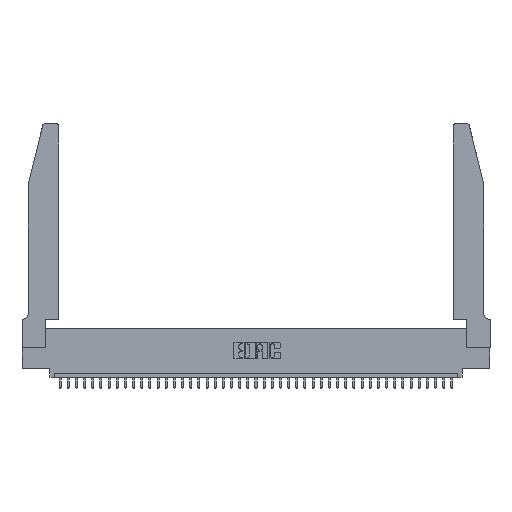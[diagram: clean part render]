
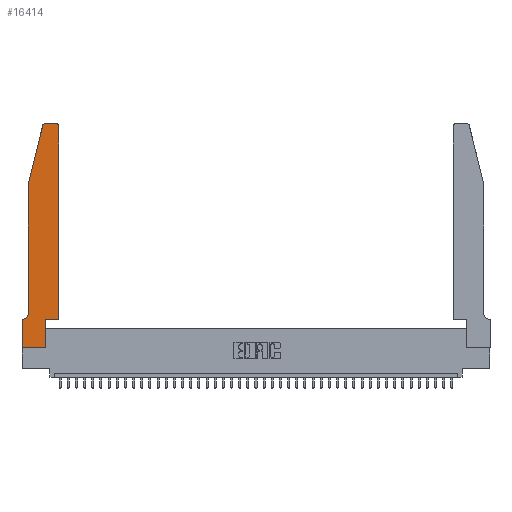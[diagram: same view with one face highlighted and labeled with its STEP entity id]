
A CAD part, top view. The second image highlights one B-rep face of the part: STEP entity #16414.
In plain terms, the highlighted planar face has unit normal (0, 0, 1).
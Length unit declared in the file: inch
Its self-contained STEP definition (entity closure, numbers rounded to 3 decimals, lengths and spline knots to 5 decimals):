
#274 = EDGE_CURVE ( 'NONE', #34316, #11156, #23570, .T. ) ;
#529 = LINE ( 'NONE', #22613, #21791 ) ;
#915 = FACE_OUTER_BOUND ( 'NONE', #4353, .T. ) ;
#969 = DIRECTION ( 'NONE',  ( -1., 0., 0. ) ) ;
#1218 = VERTEX_POINT ( 'NONE', #17337 ) ;
#3042 = LINE ( 'NONE', #13952, #27203 ) ;
#4353 = EDGE_LOOP ( 'NONE', ( #21375, #40241, #36129, #27037, #6846, #6240, #35719, #31215, #32728, #38722, #9919, #30786 ) ) ;
#4619 = CIRCLE ( 'NONE', #17776, 0.03 ) ;
#4748 = CARTESIAN_POINT ( 'NONE',  ( 0.2605, 2.75, 0.37 ) ) ;
#4832 = VERTEX_POINT ( 'NONE', #22911 ) ;
#5009 = VECTOR ( 'NONE', #36140, 39.37008 ) ;
#6078 = LINE ( 'NONE', #4748, #37082 ) ;
#6240 = ORIENTED_EDGE ( 'NONE', *, *, #34251, .T. ) ;
#6598 = EDGE_CURVE ( 'NONE', #23394, #36157, #6078, .T. ) ;
#6657 = CARTESIAN_POINT ( 'NONE',  ( 0.2865, 0.35, 0.37 ) ) ;
#6827 = CARTESIAN_POINT ( 'NONE',  ( 0., 0., 0.37 ) ) ;
#6846 = ORIENTED_EDGE ( 'NONE', *, *, #24989, .T. ) ;
#7023 = EDGE_CURVE ( 'NONE', #34885, #26776, #12905, .T. ) ;
#7437 = CARTESIAN_POINT ( 'NONE',  ( 0.0055, 0.35, 0.37 ) ) ;
#8061 = EDGE_CURVE ( 'NONE', #4832, #34316, #20784, .T. ) ;
#8078 = EDGE_CURVE ( 'NONE', #1218, #34885, #9501, .T. ) ;
#8433 = CARTESIAN_POINT ( 'NONE',  ( 0.4505, 0.35, 0.37 ) ) ;
#9501 = LINE ( 'NONE', #27548, #15350 ) ;
#9622 = DIRECTION ( 'NONE',  ( 0., 0., 1. ) ) ;
#9749 = DIRECTION ( 'NONE',  ( 1., 0., 0. ) ) ;
#9919 = ORIENTED_EDGE ( 'NONE', *, *, #10237, .T. ) ;
#10237 = EDGE_CURVE ( 'NONE', #26776, #33787, #18774, .T. ) ;
#11066 = DIRECTION ( 'NONE',  ( 0., 0., 1. ) ) ;
#11156 = VERTEX_POINT ( 'NONE', #17679 ) ;
#12905 = LINE ( 'NONE', #32787, #15860 ) ;
#13188 = VECTOR ( 'NONE', #39846, 39.37008 ) ;
#13564 = CIRCLE ( 'NONE', #32071, 0.07 ) ;
#13599 = DIRECTION ( 'NONE',  ( -1., 0., 0. ) ) ;
#13696 = LINE ( 'NONE', #30450, #13188 ) ;
#13952 = CARTESIAN_POINT ( 'NONE',  ( 0.0755, 0.35, 0.37 ) ) ;
#14727 = CARTESIAN_POINT ( 'NONE',  ( 0., 0.35, 0.37 ) ) ;
#14937 = DIRECTION ( 'NONE',  ( 1., 0., 0. ) ) ;
#15239 = AXIS2_PLACEMENT_3D ( 'NONE', #17495, #11066, #17220 ) ;
#15350 = VECTOR ( 'NONE', #34366, 39.37008 ) ;
#15748 = CIRCLE ( 'NONE', #15239, 0.03 ) ;
#15860 = VECTOR ( 'NONE', #33193, 39.37008 ) ;
#16190 = CARTESIAN_POINT ( 'NONE',  ( 0.4205, 2.75, 0.37 ) ) ;
#16414 = ADVANCED_FACE ( 'NONE', ( #915 ), #17974, .T. ) ;
#16808 = VECTOR ( 'NONE', #18327, 39.37008 ) ;
#17220 = DIRECTION ( 'NONE',  ( 1., 0., 0. ) ) ;
#17337 = CARTESIAN_POINT ( 'NONE',  ( 0.2865, 0., 0.37 ) ) ;
#17495 = CARTESIAN_POINT ( 'NONE',  ( 0.284, 2.72, 0.37 ) ) ;
#17546 = DIRECTION ( 'NONE',  ( 0., -1., 0. ) ) ;
#17679 = CARTESIAN_POINT ( 'NONE',  ( 0.0755, 0.42, 0.37 ) ) ;
#17776 = AXIS2_PLACEMENT_3D ( 'NONE', #22102, #9622, #9749 ) ;
#17974 = PLANE ( 'NONE',  #27735 ) ;
#18124 = VERTEX_POINT ( 'NONE', #14727 ) ;
#18327 = DIRECTION ( 'NONE',  ( -0.239, -0.971, 0. ) ) ;
#18701 = EDGE_CURVE ( 'NONE', #33787, #23394, #4619, .T. ) ;
#18774 = LINE ( 'NONE', #8433, #5009 ) ;
#20784 = LINE ( 'NONE', #33410, #16808 ) ;
#21375 = ORIENTED_EDGE ( 'NONE', *, *, #6598, .T. ) ;
#21440 = CARTESIAN_POINT ( 'NONE',  ( 0.4505, 0.35, 0.37 ) ) ;
#21791 = VECTOR ( 'NONE', #29070, 39.37008 ) ;
#22102 = CARTESIAN_POINT ( 'NONE',  ( 0.4205, 2.72, 0.37 ) ) ;
#22613 = CARTESIAN_POINT ( 'NONE',  ( 0., 0., 0.37 ) ) ;
#22911 = CARTESIAN_POINT ( 'NONE',  ( 0.25487, 2.72718, 0.37 ) ) ;
#23394 = VERTEX_POINT ( 'NONE', #16190 ) ;
#23570 = LINE ( 'NONE', #29935, #25502 ) ;
#23609 = DIRECTION ( 'NONE',  ( -1., 0., 0. ) ) ;
#23642 = DIRECTION ( 'NONE',  ( 0., 0., -1. ) ) ;
#24303 = CARTESIAN_POINT ( 'NONE',  ( 0., 0.35, 0.37 ) ) ;
#24989 = EDGE_CURVE ( 'NONE', #11156, #28671, #13564, .T. ) ;
#25502 = VECTOR ( 'NONE', #17546, 39.37008 ) ;
#26776 = VERTEX_POINT ( 'NONE', #21440 ) ;
#27037 = ORIENTED_EDGE ( 'NONE', *, *, #274, .T. ) ;
#27203 = VECTOR ( 'NONE', #969, 39.37008 ) ;
#27548 = CARTESIAN_POINT ( 'NONE',  ( 0.2865, 0.35, 0.37 ) ) ;
#27735 = AXIS2_PLACEMENT_3D ( 'NONE', #24303, #33756, #14937 ) ;
#28671 = VERTEX_POINT ( 'NONE', #7437 ) ;
#28954 = CARTESIAN_POINT ( 'NONE',  ( 0.284, 2.75, 0.37 ) ) ;
#29070 = DIRECTION ( 'NONE',  ( 0., -1., 0. ) ) ;
#29774 = CARTESIAN_POINT ( 'NONE',  ( 0.0755, 2., 0.37 ) ) ;
#29935 = CARTESIAN_POINT ( 'NONE',  ( 0.0755, 2., 0.37 ) ) ;
#30450 = CARTESIAN_POINT ( 'NONE',  ( 0., 0., 0.37 ) ) ;
#30786 = ORIENTED_EDGE ( 'NONE', *, *, #18701, .T. ) ;
#30963 = EDGE_CURVE ( 'NONE', #36185, #1218, #13696, .T. ) ;
#31215 = ORIENTED_EDGE ( 'NONE', *, *, #30963, .T. ) ;
#32071 = AXIS2_PLACEMENT_3D ( 'NONE', #36742, #23642, #13599 ) ;
#32728 = ORIENTED_EDGE ( 'NONE', *, *, #8078, .T. ) ;
#32787 = CARTESIAN_POINT ( 'NONE',  ( 0.4505, 0.35, 0.37 ) ) ;
#33193 = DIRECTION ( 'NONE',  ( 1., 0., 0. ) ) ;
#33410 = CARTESIAN_POINT ( 'NONE',  ( 0.0755, 2., 0.37 ) ) ;
#33756 = DIRECTION ( 'NONE',  ( 0., 0., 1. ) ) ;
#33787 = VERTEX_POINT ( 'NONE', #40463 ) ;
#34182 = EDGE_CURVE ( 'NONE', #18124, #36185, #529, .T. ) ;
#34251 = EDGE_CURVE ( 'NONE', #28671, #18124, #3042, .T. ) ;
#34316 = VERTEX_POINT ( 'NONE', #29774 ) ;
#34366 = DIRECTION ( 'NONE',  ( 0., 1., 0. ) ) ;
#34885 = VERTEX_POINT ( 'NONE', #6657 ) ;
#35719 = ORIENTED_EDGE ( 'NONE', *, *, #34182, .T. ) ;
#36129 = ORIENTED_EDGE ( 'NONE', *, *, #8061, .T. ) ;
#36140 = DIRECTION ( 'NONE',  ( 0., 1., 0. ) ) ;
#36157 = VERTEX_POINT ( 'NONE', #28954 ) ;
#36185 = VERTEX_POINT ( 'NONE', #6827 ) ;
#36742 = CARTESIAN_POINT ( 'NONE',  ( 0.0055, 0.42, 0.37 ) ) ;
#37082 = VECTOR ( 'NONE', #23609, 39.37008 ) ;
#38722 = ORIENTED_EDGE ( 'NONE', *, *, #7023, .T. ) ;
#39846 = DIRECTION ( 'NONE',  ( 1., 0., 0. ) ) ;
#40241 = ORIENTED_EDGE ( 'NONE', *, *, #40742, .T. ) ;
#40463 = CARTESIAN_POINT ( 'NONE',  ( 0.4505, 2.72, 0.37 ) ) ;
#40742 = EDGE_CURVE ( 'NONE', #36157, #4832, #15748, .T. ) ;
